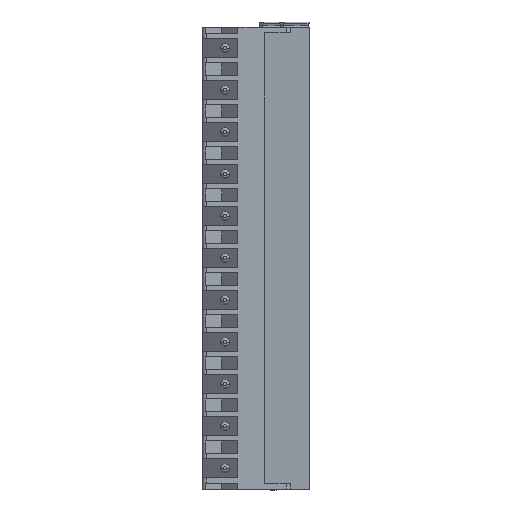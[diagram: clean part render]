
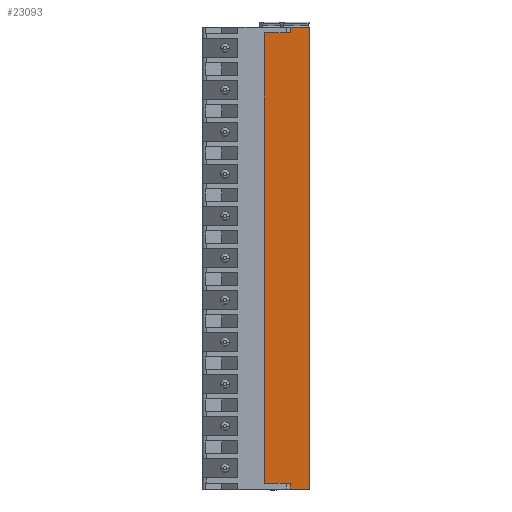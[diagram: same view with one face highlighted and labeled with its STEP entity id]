
A CAD part, front view. The second image highlights one B-rep face of the part: STEP entity #23093.
In plain terms, the highlighted planar face has unit normal (0.82, -0.572, 0).
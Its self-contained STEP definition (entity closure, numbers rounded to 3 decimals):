
#64=DIRECTION('',(0.572,0.82,0.));
#65=VECTOR('',#64,4.018);
#66=CARTESIAN_POINT('',(6.25,4.448,52.5));
#67=LINE('',#66,#65);
#5165=DIRECTION('',(0.572,0.82,0.));
#5166=VECTOR('',#5165,5.425);
#5167=CARTESIAN_POINT('',(3.145,0.,51.8));
#5168=LINE('',#5167,#5166);
#5169=DIRECTION('',(0.,0.,-1.));
#5170=VECTOR('',#5169,0.7);
#5171=CARTESIAN_POINT('',(6.25,4.448,52.5));
#5172=LINE('',#5171,#5170);
#5173=DIRECTION('',(0.,0.,1.));
#5174=VECTOR('',#5173,0.7);
#5175=CARTESIAN_POINT('',(6.25,4.448,-2.5));
#5176=LINE('',#5175,#5174);
#5177=DIRECTION('',(0.572,0.82,0.));
#5178=VECTOR('',#5177,5.425);
#5179=CARTESIAN_POINT('',(3.145,0.,-1.8));
#5180=LINE('',#5179,#5178);
#5181=DIRECTION('',(0.,0.,-1.));
#5182=VECTOR('',#5181,53.6);
#5183=CARTESIAN_POINT('',(3.145,0.,51.8));
#5184=LINE('',#5183,#5182);
#5198=DIRECTION('',(0.,0.,-1.));
#5199=VECTOR('',#5198,55.);
#5200=CARTESIAN_POINT('',(8.55,7.743,52.5));
#5201=LINE('',#5200,#5199);
#5287=DIRECTION('',(0.572,0.82,0.));
#5288=VECTOR('',#5287,4.018);
#5289=CARTESIAN_POINT('',(6.25,4.448,-2.5));
#5290=LINE('',#5289,#5288);
#13130=CARTESIAN_POINT('',(8.55,7.743,52.5));
#13132=VERTEX_POINT('',#13130);
#13154=CARTESIAN_POINT('',(8.55,7.743,-2.5));
#13156=VERTEX_POINT('',#13154);
#13790=CARTESIAN_POINT('',(3.145,0.,-1.8));
#13791=CARTESIAN_POINT('',(6.25,4.448,-1.8));
#13792=VERTEX_POINT('',#13790);
#13793=VERTEX_POINT('',#13791);
#13794=CARTESIAN_POINT('',(6.25,4.448,-2.5));
#13795=VERTEX_POINT('',#13794);
#13804=CARTESIAN_POINT('',(3.145,0.,51.8));
#13805=CARTESIAN_POINT('',(6.25,4.448,51.8));
#13806=VERTEX_POINT('',#13804);
#13807=VERTEX_POINT('',#13805);
#13808=CARTESIAN_POINT('',(6.25,4.448,52.5));
#13809=VERTEX_POINT('',#13808);
#23073=CARTESIAN_POINT('',(3.145,0.,52.5));
#23074=DIRECTION('',(0.82,-0.572,0.));
#23075=DIRECTION('',(0.572,0.82,0.));
#23076=AXIS2_PLACEMENT_3D('',#23073,#23074,#23075);
#23077=PLANE('',#23076);
#23079=ORIENTED_EDGE('',*,*,#23078,.T.);
#23080=ORIENTED_EDGE('',*,*,#23064,.F.);
#23081=ORIENTED_EDGE('',*,*,#16999,.T.);
#23083=ORIENTED_EDGE('',*,*,#23082,.T.);
#23085=ORIENTED_EDGE('',*,*,#23084,.F.);
#23087=ORIENTED_EDGE('',*,*,#23086,.T.);
#23089=ORIENTED_EDGE('',*,*,#23088,.F.);
#23090=ORIENTED_EDGE('',*,*,#22858,.F.);
#23091=EDGE_LOOP('',(#23079,#23080,#23081,#23083,#23085,#23087,#23089,#23090));
#23092=FACE_OUTER_BOUND('',#23091,.F.);
#16999=EDGE_CURVE('',#13809,#13132,#67,.T.);
#22858=EDGE_CURVE('',#13806,#13792,#5184,.T.);
#23064=EDGE_CURVE('',#13809,#13807,#5172,.T.);
#23078=EDGE_CURVE('',#13806,#13807,#5168,.T.);
#23082=EDGE_CURVE('',#13132,#13156,#5201,.T.);
#23084=EDGE_CURVE('',#13795,#13156,#5290,.T.);
#23086=EDGE_CURVE('',#13795,#13793,#5176,.T.);
#23088=EDGE_CURVE('',#13792,#13793,#5180,.T.);
#23093=ADVANCED_FACE('',(#23092),#23077,.T.);
